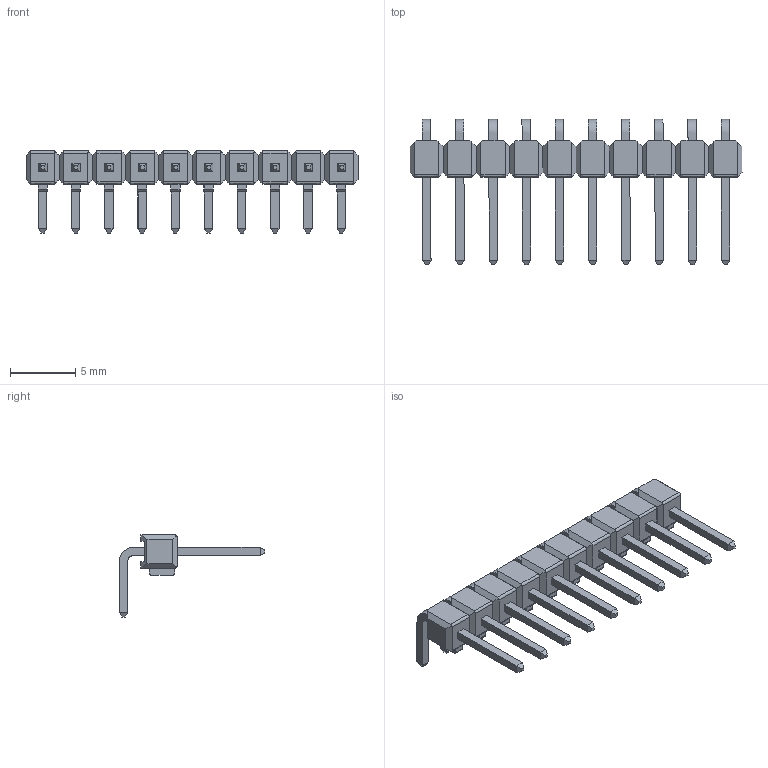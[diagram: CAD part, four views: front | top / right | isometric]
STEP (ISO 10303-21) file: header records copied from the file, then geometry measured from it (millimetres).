
FILE_DESCRIPTION(/* description */ (''),/* implementation_level */ '2;1');
FILE_NAME(/* name */ 'PI4F7D~1',/* time_stamp */ '2014-06-21T13:46:29+02:00',/* author */ (''),/* organization */ (''),/* preprocessor_version */ 'ST-DEVELOPER v14',/* originating_system */ '',/* authorisation */ '');
FILE_SCHEMA (('AUTOMOTIVE_DESIGN'));
Length unit declared in the file: millimetre
Products named in the file (1): Document
Bounding box: 25.41 x 11.11 x 6.29 mm (x, y, z)
Volume: 206.6 mm3; surface area: 830.9 mm2
Topology: 19 solids, 33 shells, 450 faces, 1165 edges, 769 vertices
Faces by surface type: plane 390, bspline 60
Entity records: 26926 total; most frequent: CARTESIAN_POINT 11001, B_SPLINE_CURVE_WITH_KNOTS 3077, ORIENTED_EDGE 2260, PCURVE 2260, DEFINITIONAL_REPRESENTATION 2260, SURFACE_CURVE 1158, EDGE_CURVE 1158, VERTEX_POINT 760
